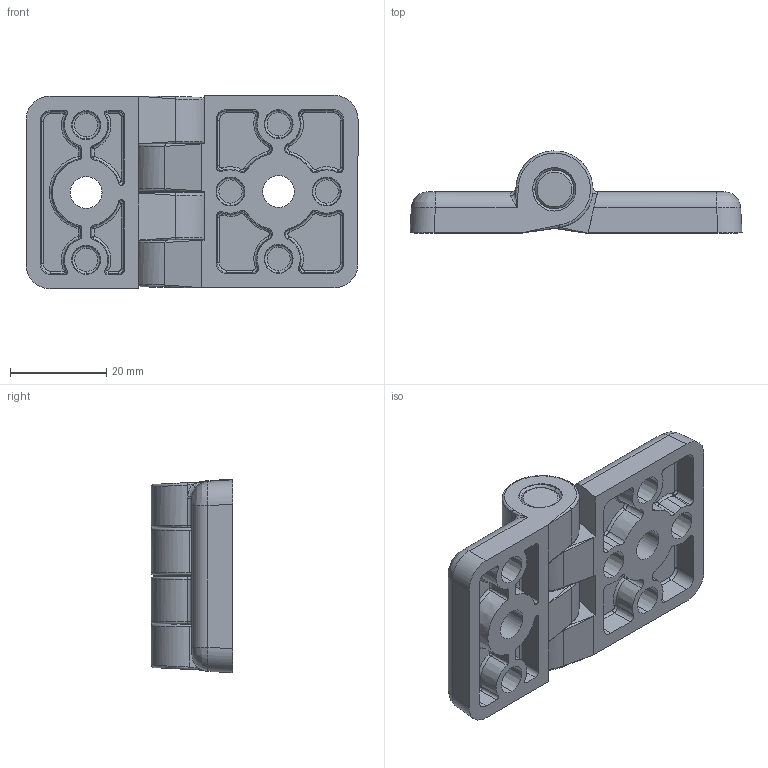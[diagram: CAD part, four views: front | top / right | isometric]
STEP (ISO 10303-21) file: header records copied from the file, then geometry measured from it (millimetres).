
FILE_DESCRIPTION (( 'STEP AP214' ), '1' );
FILE_NAME ('095ks3040f00.STEP', '2014-08-27T07:22:37', ( '' ), ( '' ), 'SwSTEP 2.0', 'SolidWorks 2014', '' );
FILE_SCHEMA (( 'AUTOMOTIVE_DESIGN' ));
Length unit declared in the file: millimetre
Products named in the file (1): 095ks3040f00
Bounding box: 69 x 17 x 40.2 mm (x, y, z)
Volume: 20065.8 mm3; surface area: 13096.9 mm2
Topology: 3 solids, 3 shells, 317 faces, 765 edges, 458 vertices
Faces by surface type: bspline 132, cylinder 69, plane 61, cone 55
Entity records: 18470 total; most frequent: CARTESIAN_POINT 8454, ORIENTED_EDGE 1510, DIRECTION 1147, EDGE_CURVE 755, AXIS2_PLACEMENT_3D 465, VERTEX_POINT 458, EDGE_LOOP 343, UNCERTAINTY_MEASURE_WITH_UNIT 322
